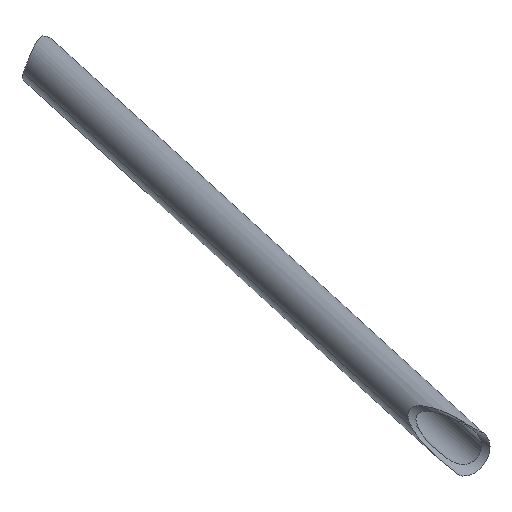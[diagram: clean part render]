
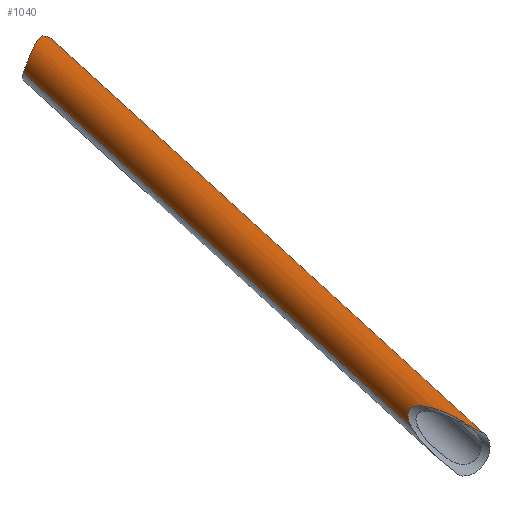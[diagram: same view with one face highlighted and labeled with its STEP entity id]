
A CAD part, isometric view. The second image highlights one B-rep face of the part: STEP entity #1040.
In plain terms, the highlighted cylindrical face has radius 7.5 mm (diameter 15 mm), a partial arc.
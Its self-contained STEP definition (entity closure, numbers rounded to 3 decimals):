
#62=CARTESIAN_POINT('Vertex',(-1434.934,320.124,178.657)) ;
#117=CARTESIAN_POINT('Vertex',(-1446.959,315.815,173.228)) ;
#121=CARTESIAN_POINT('Control Point',(-1434.934,320.124,178.657)) ;
#122=CARTESIAN_POINT('Control Point',(-1435.502,319.855,178.88)) ;
#123=CARTESIAN_POINT('Control Point',(-1436.075,319.571,179.072)) ;
#124=CARTESIAN_POINT('Control Point',(-1436.65,319.276,179.237)) ;
#125=CARTESIAN_POINT('Control Point',(-1438.168,318.479,179.597)) ;
#126=CARTESIAN_POINT('Control Point',(-1439.703,317.647,179.764)) ;
#127=CARTESIAN_POINT('Control Point',(-1440.658,317.132,179.787)) ;
#128=CARTESIAN_POINT('Control Point',(-1442.113,316.364,179.686)) ;
#129=CARTESIAN_POINT('Control Point',(-1443.547,315.686,179.274)) ;
#130=CARTESIAN_POINT('Control Point',(-1444.028,315.471,179.094)) ;
#131=CARTESIAN_POINT('Control Point',(-1444.823,315.146,178.7)) ;
#132=CARTESIAN_POINT('Control Point',(-1445.542,314.922,178.136)) ;
#133=CARTESIAN_POINT('Control Point',(-1445.819,314.852,177.872)) ;
#134=CARTESIAN_POINT('Control Point',(-1446.25,314.778,177.364)) ;
#135=CARTESIAN_POINT('Control Point',(-1446.58,314.789,176.784)) ;
#136=CARTESIAN_POINT('Control Point',(-1446.699,314.809,176.53)) ;
#137=CARTESIAN_POINT('Control Point',(-1447.005,314.918,175.717)) ;
#138=CARTESIAN_POINT('Control Point',(-1447.118,315.151,174.871)) ;
#139=CARTESIAN_POINT('Control Point',(-1447.116,315.351,174.307)) ;
#140=CARTESIAN_POINT('Control Point',(-1447.06,315.574,173.759)) ;
#141=CARTESIAN_POINT('Control Point',(-1446.959,315.815,173.228)) ;
#732=CARTESIAN_POINT('Control Point',(-1429.514,318.581,171.048)) ;
#733=CARTESIAN_POINT('Control Point',(-1429.434,318.772,171.933)) ;
#734=CARTESIAN_POINT('Control Point',(-1429.508,318.949,172.833)) ;
#735=CARTESIAN_POINT('Control Point',(-1429.746,319.094,173.716)) ;
#736=CARTESIAN_POINT('Control Point',(-1430.576,319.361,175.568)) ;
#737=CARTESIAN_POINT('Control Point',(-1431.97,319.576,177.083)) ;
#738=CARTESIAN_POINT('Control Point',(-1432.868,319.705,177.785)) ;
#739=CARTESIAN_POINT('Control Point',(-1433.874,319.882,178.324)) ;
#740=CARTESIAN_POINT('Control Point',(-1434.934,320.124,178.657)) ;
#741=CARTESIAN_POINT('Vertex',(-1429.514,318.581,171.048)) ;
#939=CARTESIAN_POINT('Axis2P3D Location',(-1501.656,166.755,210.3)) ;
#944=CARTESIAN_POINT('Line Origine',(-1494.745,163.842,210.3)) ;
#948=CARTESIAN_POINT('Vertex',(-1564.46,-1.536,252.25)) ;
#951=CARTESIAN_POINT('Line Origine',(-1508.567,169.668,210.3)) ;
#955=CARTESIAN_POINT('Vertex',(-1568.135,28.363,246.144)) ;
#959=CARTESIAN_POINT('Control Point',(-1568.135,28.363,246.144)) ;
#960=CARTESIAN_POINT('Control Point',(-1567.884,28.957,246.292)) ;
#961=CARTESIAN_POINT('Control Point',(-1567.623,29.541,246.463)) ;
#962=CARTESIAN_POINT('Control Point',(-1567.354,30.095,246.659)) ;
#963=CARTESIAN_POINT('Control Point',(-1566.939,30.879,246.996)) ;
#964=CARTESIAN_POINT('Control Point',(-1566.471,31.541,247.474)) ;
#965=CARTESIAN_POINT('Control Point',(-1566.327,31.723,247.631)) ;
#966=CARTESIAN_POINT('Control Point',(-1566.087,31.982,247.914)) ;
#967=CARTESIAN_POINT('Control Point',(-1565.839,32.15,248.25)) ;
#968=CARTESIAN_POINT('Control Point',(-1565.745,32.197,248.385)) ;
#969=CARTESIAN_POINT('Control Point',(-1565.55,32.256,248.683)) ;
#970=CARTESIAN_POINT('Control Point',(-1565.37,32.222,248.996)) ;
#971=CARTESIAN_POINT('Control Point',(-1565.283,32.178,249.161)) ;
#972=CARTESIAN_POINT('Control Point',(-1565.095,32.022,249.545)) ;
#973=CARTESIAN_POINT('Control Point',(-1564.95,31.77,249.899)) ;
#974=CARTESIAN_POINT('Control Point',(-1564.879,31.6,250.093)) ;
#975=CARTESIAN_POINT('Control Point',(-1564.663,30.948,250.746)) ;
#976=CARTESIAN_POINT('Control Point',(-1564.556,30.16,251.281)) ;
#977=CARTESIAN_POINT('Control Point',(-1564.505,29.594,251.62)) ;
#978=CARTESIAN_POINT('Control Point',(-1564.467,28.844,252.021)) ;
#979=CARTESIAN_POINT('Control Point',(-1564.454,28.078,252.389)) ;
#980=CARTESIAN_POINT('Control Point',(-1564.453,27.926,252.46)) ;
#981=CARTESIAN_POINT('Control Point',(-1564.452,27.772,252.531)) ;
#982=CARTESIAN_POINT('Control Point',(-1564.452,27.619,252.6)) ;
#983=CARTESIAN_POINT('Vertex',(-1564.452,27.619,252.6)) ;
#987=CARTESIAN_POINT('Control Point',(-1568.085,0.,259.026)) ;
#988=CARTESIAN_POINT('Control Point',(-1568.003,0.414,258.977)) ;
#989=CARTESIAN_POINT('Control Point',(-1567.921,0.828,258.926)) ;
#990=CARTESIAN_POINT('Control Point',(-1567.75,1.704,258.814)) ;
#991=CARTESIAN_POINT('Control Point',(-1567.379,3.637,258.558)) ;
#992=CARTESIAN_POINT('Control Point',(-1567.026,5.569,258.273)) ;
#993=CARTESIAN_POINT('Control Point',(-1566.76,7.086,258.03)) ;
#994=CARTESIAN_POINT('Control Point',(-1566.202,10.406,257.459)) ;
#995=CARTESIAN_POINT('Control Point',(-1565.706,13.717,256.789)) ;
#996=CARTESIAN_POINT('Control Point',(-1565.458,15.503,256.396)) ;
#997=CARTESIAN_POINT('Control Point',(-1565.069,18.56,255.662)) ;
#998=CARTESIAN_POINT('Control Point',(-1564.766,21.593,254.798)) ;
#999=CARTESIAN_POINT('Control Point',(-1564.658,22.833,254.417)) ;
#1000=CARTESIAN_POINT('Control Point',(-1564.536,24.551,253.845)) ;
#1001=CARTESIAN_POINT('Control Point',(-1564.472,26.24,253.189)) ;
#1002=CARTESIAN_POINT('Control Point',(-1564.459,26.703,253.002)) ;
#1003=CARTESIAN_POINT('Control Point',(-1564.452,27.163,252.806)) ;
#1004=CARTESIAN_POINT('Control Point',(-1564.452,27.619,252.6)) ;
#1005=CARTESIAN_POINT('Vertex',(-1568.085,0.,259.026)) ;
#1009=CARTESIAN_POINT('Control Point',(-1568.085,0.,259.026)) ;
#1010=CARTESIAN_POINT('Control Point',(-1567.847,-0.065,258.883)) ;
#1011=CARTESIAN_POINT('Control Point',(-1567.615,-0.13,258.728)) ;
#1012=CARTESIAN_POINT('Control Point',(-1567.435,-0.182,258.592)) ;
#1013=CARTESIAN_POINT('Control Point',(-1567.123,-0.273,258.347)) ;
#1014=CARTESIAN_POINT('Control Point',(-1566.828,-0.364,258.082)) ;
#1015=CARTESIAN_POINT('Control Point',(-1566.663,-0.415,257.928)) ;
#1016=CARTESIAN_POINT('Control Point',(-1565.736,-0.717,256.956)) ;
#1017=CARTESIAN_POINT('Control Point',(-1565.034,-0.997,255.783)) ;
#1018=CARTESIAN_POINT('Control Point',(-1564.647,-1.197,254.758)) ;
#1019=CARTESIAN_POINT('Control Point',(-1564.452,-1.365,253.681)) ;
#1020=CARTESIAN_POINT('Control Point',(-1564.452,-1.495,252.6)) ;
#1021=CARTESIAN_POINT('Vertex',(-1564.452,-1.495,252.6)) ;
#1025=CARTESIAN_POINT('Control Point',(-1564.452,-1.495,252.6)) ;
#1026=CARTESIAN_POINT('Control Point',(-1564.452,-1.509,252.484)) ;
#1027=CARTESIAN_POINT('Control Point',(-1564.455,-1.523,252.367)) ;
#1028=CARTESIAN_POINT('Control Point',(-1564.46,-1.536,252.25)) ;
#940=DIRECTION('Axis2P3D Direction',(0.378,0.897,-0.228)) ;
#941=DIRECTION('Axis2P3D XDirection',(-0.921,0.388,0.)) ;
#945=DIRECTION('Vector Direction',(0.378,0.897,-0.228)) ;
#952=DIRECTION('Vector Direction',(0.378,0.897,-0.228)) ;
#942=AXIS2_PLACEMENT_3D('Cylinder Axis2P3D',#939,#940,#941) ;
#1031=ORIENTED_EDGE('',*,*,#950,.T.) ;
#1032=ORIENTED_EDGE('',*,*,#743,.T.) ;
#1033=ORIENTED_EDGE('',*,*,#142,.T.) ;
#1034=ORIENTED_EDGE('',*,*,#957,.F.) ;
#1035=ORIENTED_EDGE('',*,*,#985,.T.) ;
#1036=ORIENTED_EDGE('',*,*,#1007,.F.) ;
#1037=ORIENTED_EDGE('',*,*,#1023,.T.) ;
#1038=ORIENTED_EDGE('',*,*,#1029,.T.) ;
#946=VECTOR('Line Direction',#945,1.) ;
#953=VECTOR('Line Direction',#952,1.) ;
#1040=ADVANCED_FACE('Corps principal',(#1039),#943,.T.) ;
#120=B_SPLINE_CURVE_WITH_KNOTS('',5,(#121,#122,#123,#124,#125,#126,#127,#128,#129,#130,#131,#132,#133,#134,#135,#136,#137,#138,#139,#140,#141),.UNSPECIFIED.,.F.,.U.,(6,3,3,3,3,3,6),(4.782,9.498,17.156,21.057,23.78,25.757,29.943),.UNSPECIFIED.) ;
#731=B_SPLINE_CURVE_WITH_KNOTS('',5,(#732,#733,#734,#735,#736,#737,#738,#739,#740),.UNSPECIFIED.,.F.,.U.,(6,3,6),(0.,6.419,14.295),.UNSPECIFIED.) ;
#958=B_SPLINE_CURVE_WITH_KNOTS('',5,(#959,#960,#961,#962,#963,#964,#965,#966,#967,#968,#969,#970,#971,#972,#973,#974,#975,#976,#977,#978,#979,#980,#981,#982),.UNSPECIFIED.,.F.,.U.,(6,3,3,3,3,3,3,6),(0.,4.678,6.641,7.843,9.178,11.05,15.868,17.059),.UNSPECIFIED.) ;
#986=B_SPLINE_CURVE_WITH_KNOTS('',5,(#987,#988,#989,#990,#991,#992,#993,#994,#995,#996,#997,#998,#999,#1000,#1001,#1002,#1003,#1004),.UNSPECIFIED.,.F.,.U.,(6,3,3,3,3,6),(0.,3.004,14.032,27.145,36.428,39.964),.UNSPECIFIED.) ;
#1008=B_SPLINE_CURVE_WITH_KNOTS('',5,(#1009,#1010,#1011,#1012,#1013,#1014,#1015,#1016,#1017,#1018,#1019,#1020),.UNSPECIFIED.,.F.,.U.,(6,3,3,6),(0.,2.021,4.043,11.745),.UNSPECIFIED.) ;
#1024=B_SPLINE_CURVE_WITH_KNOTS('',3,(#1025,#1026,#1027,#1028),.UNSPECIFIED.,.F.,.U.,(4,4),(0.,0.498),.UNSPECIFIED.) ;
#943=CYLINDRICAL_SURFACE('generated cylinder',#942,7.5) ;
#142=EDGE_CURVE('',#63,#118,#120,.T.) ;
#743=EDGE_CURVE('',#742,#63,#731,.T.) ;
#950=EDGE_CURVE('',#949,#742,#947,.T.) ;
#957=EDGE_CURVE('',#956,#118,#954,.T.) ;
#985=EDGE_CURVE('',#956,#984,#958,.T.) ;
#1007=EDGE_CURVE('',#1006,#984,#986,.T.) ;
#1023=EDGE_CURVE('',#1006,#1022,#1008,.T.) ;
#1029=EDGE_CURVE('',#1022,#949,#1024,.T.) ;
#1030=EDGE_LOOP('',(#1031,#1032,#1033,#1034,#1035,#1036,#1037,#1038)) ;
#1039=FACE_OUTER_BOUND('',#1030,.T.) ;
#947=LINE('Line',#944,#946) ;
#954=LINE('Line',#951,#953) ;
#63=VERTEX_POINT('',#62) ;
#118=VERTEX_POINT('',#117) ;
#742=VERTEX_POINT('',#741) ;
#949=VERTEX_POINT('',#948) ;
#956=VERTEX_POINT('',#955) ;
#984=VERTEX_POINT('',#983) ;
#1006=VERTEX_POINT('',#1005) ;
#1022=VERTEX_POINT('',#1021) ;
